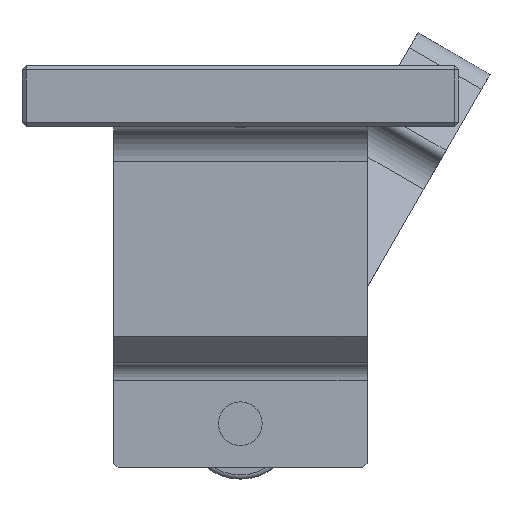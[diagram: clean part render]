
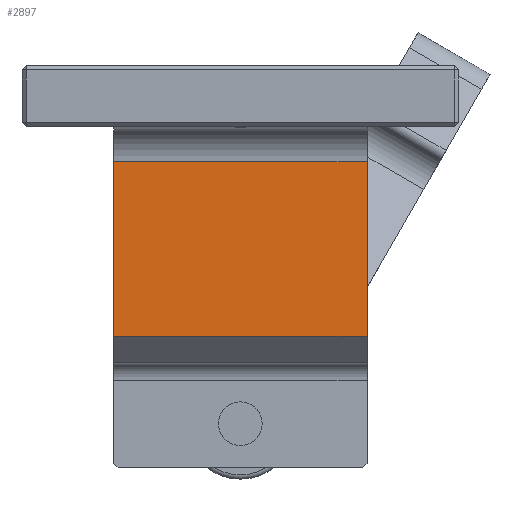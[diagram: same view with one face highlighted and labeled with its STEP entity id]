
A CAD part, left-side view. The second image highlights one B-rep face of the part: STEP entity #2897.
In plain terms, the highlighted planar face has unit normal (-1, 0, 0).
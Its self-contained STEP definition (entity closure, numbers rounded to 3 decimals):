
#302 = AXIS2_PLACEMENT_3D ( 'NONE', #3609, #3284, #1254 ) ;
#476 = ORIENTED_EDGE ( 'NONE', *, *, #2845, .T. ) ;
#691 = FACE_OUTER_BOUND ( 'NONE', #1141, .T. ) ;
#937 = PLANE ( 'NONE',  #302 ) ;
#1003 = LINE ( 'NONE', #2200, #2690 ) ;
#1141 = EDGE_LOOP ( 'NONE', ( #3945, #1348, #3696, #476 ) ) ;
#1205 = EDGE_CURVE ( 'NONE', #3523, #1310, #2863, .T. ) ;
#1218 = DIRECTION ( 'NONE',  ( 0., 1., 0. ) ) ;
#1254 = DIRECTION ( 'NONE',  ( 0., 0., -1. ) ) ;
#1271 = VECTOR ( 'NONE', #3754, 1000. ) ;
#1281 = VERTEX_POINT ( 'NONE', #2442 ) ;
#1310 = VERTEX_POINT ( 'NONE', #3026 ) ;
#1348 = ORIENTED_EDGE ( 'NONE', *, *, #1733, .T. ) ;
#1733 = EDGE_CURVE ( 'NONE', #3884, #3523, #3742, .T. ) ;
#2027 = CARTESIAN_POINT ( 'NONE',  ( -15.933, 19.891, 43. ) ) ;
#2144 = CARTESIAN_POINT ( 'NONE',  ( -15.933, -9.109, 43. ) ) ;
#2200 = CARTESIAN_POINT ( 'NONE',  ( -15.933, 19.891, 63. ) ) ;
#2406 = CARTESIAN_POINT ( 'NONE',  ( -15.933, -9.109, 28. ) ) ;
#2442 = CARTESIAN_POINT ( 'NONE',  ( -15.933, 19.891, 63. ) ) ;
#2505 = EDGE_CURVE ( 'NONE', #1281, #3884, #4038, .T. ) ;
#2647 = DIRECTION ( 'NONE',  ( 0., 0., -1. ) ) ;
#2690 = VECTOR ( 'NONE', #1218, 1000. ) ;
#2845 = EDGE_CURVE ( 'NONE', #1310, #1281, #1003, .T. ) ;
#2862 = VECTOR ( 'NONE', #4158, 1000. ) ;
#2863 = LINE ( 'NONE', #2406, #1271 ) ;
#2897 = ADVANCED_FACE ( 'NONE', ( #691 ), #937, .F. ) ;
#3026 = CARTESIAN_POINT ( 'NONE',  ( -15.933, -9.109, 63. ) ) ;
#3157 = VECTOR ( 'NONE', #2647, 1000. ) ;
#3284 = DIRECTION ( 'NONE',  ( 1., 0., 0. ) ) ;
#3502 = CARTESIAN_POINT ( 'NONE',  ( -15.933, 30.391, 43. ) ) ;
#3523 = VERTEX_POINT ( 'NONE', #2144 ) ;
#3609 = CARTESIAN_POINT ( 'NONE',  ( -15.933, 30.391, 28. ) ) ;
#3636 = CARTESIAN_POINT ( 'NONE',  ( -15.933, 19.891, 28. ) ) ;
#3696 = ORIENTED_EDGE ( 'NONE', *, *, #1205, .T. ) ;
#3742 = LINE ( 'NONE', #3502, #2862 ) ;
#3754 = DIRECTION ( 'NONE',  ( 0., 0., 1. ) ) ;
#3884 = VERTEX_POINT ( 'NONE', #2027 ) ;
#3945 = ORIENTED_EDGE ( 'NONE', *, *, #2505, .T. ) ;
#4038 = LINE ( 'NONE', #3636, #3157 ) ;
#4158 = DIRECTION ( 'NONE',  ( 0., -1., 0. ) ) ;
